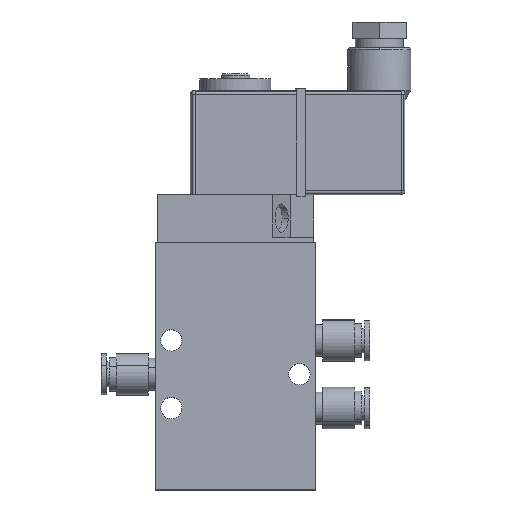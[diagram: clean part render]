
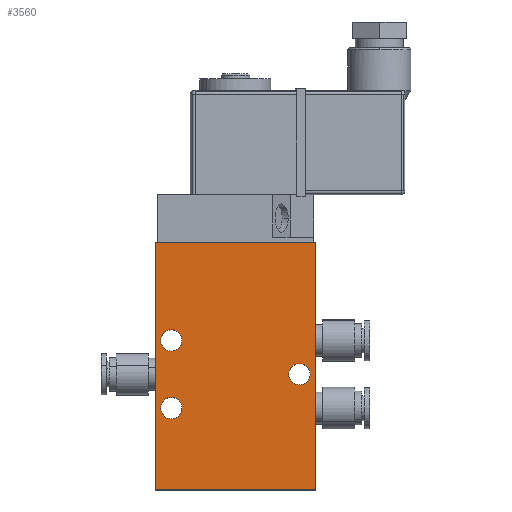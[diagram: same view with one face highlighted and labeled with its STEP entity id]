
A CAD part, top view. The second image highlights one B-rep face of the part: STEP entity #3560.
In plain terms, the highlighted planar face has unit normal (0, 0, 1).
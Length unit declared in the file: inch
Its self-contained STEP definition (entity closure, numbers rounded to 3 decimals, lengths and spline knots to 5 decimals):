
#285=CARTESIAN_POINT('',(-0.59055,0.28543,0.51181));
#286=VERTEX_POINT('',#285);
#302=CARTESIAN_POINT('',(-0.82677,0.28543,0.51181));
#303=VERTEX_POINT('',#302);
#310=CARTESIAN_POINT('',(-0.70866,0.28543,0.51181));
#311=DIRECTION('',(0.0,0.0,-1.0));
#312=DIRECTION('',(1.0,0.0,0.0));
#313=AXIS2_PLACEMENT_3D('',#310,#311,#312);
#314=CIRCLE('',#313,0.11811);
#315=EDGE_CURVE('',#286,#303,#314,.T.);
#348=CARTESIAN_POINT('',(-0.59055,-0.4626,0.51181));
#349=VERTEX_POINT('',#348);
#365=CARTESIAN_POINT('',(-0.82677,-0.4626,0.51181));
#366=VERTEX_POINT('',#365);
#373=CARTESIAN_POINT('',(-0.70866,-0.4626,0.51181));
#374=DIRECTION('',(0.0,0.0,-1.0));
#375=DIRECTION('',(1.0,0.0,0.0));
#376=AXIS2_PLACEMENT_3D('',#373,#374,#375);
#377=CIRCLE('',#376,0.11811);
#378=EDGE_CURVE('',#349,#366,#377,.T.);
#411=CARTESIAN_POINT('',(0.82677,-0.08858,0.51181));
#412=VERTEX_POINT('',#411);
#428=CARTESIAN_POINT('',(0.59055,-0.08858,0.51181));
#429=VERTEX_POINT('',#428);
#436=CARTESIAN_POINT('',(0.70866,-0.08858,0.51181));
#437=DIRECTION('',(0.0,0.0,-1.0));
#438=DIRECTION('',(1.0,0.0,0.0));
#439=AXIS2_PLACEMENT_3D('',#436,#437,#438);
#440=CIRCLE('',#439,0.11811);
#441=EDGE_CURVE('',#412,#429,#440,.T.);
#3400=CARTESIAN_POINT('',(-0.88583,-1.36811,0.51181));
#3401=VERTEX_POINT('',#3400);
#3402=CARTESIAN_POINT('',(-0.88583,1.36811,0.51181));
#3403=VERTEX_POINT('',#3402);
#3404=CARTESIAN_POINT('',(-0.88583,-1.36811,0.51181));
#3405=DIRECTION('',(0.0,1.0,0.0));
#3406=VECTOR('',#3405,2.73622);
#3407=LINE('',#3404,#3406);
#3408=EDGE_CURVE('',#3401,#3403,#3407,.T.);
#3500=CARTESIAN_POINT('',(0.,0.,0.51181));
#3501=DIRECTION('',(0.0,0.0,1.0));
#3502=DIRECTION('',(1.0,0.0,0.0));
#3503=AXIS2_PLACEMENT_3D('',#3500,#3501,#3502);
#3504=PLANE('',#3503);
#3505=CARTESIAN_POINT('',(0.88583,1.36811,0.51181));
#3506=VERTEX_POINT('',#3505);
#3507=CARTESIAN_POINT('',(0.88583,-1.36811,0.51181));
#3508=VERTEX_POINT('',#3507);
#3509=CARTESIAN_POINT('',(0.88583,1.36811,0.51181));
#3510=DIRECTION('',(0.0,-1.0,0.0));
#3511=VECTOR('',#3510,2.73622);
#3512=LINE('',#3509,#3511);
#3513=EDGE_CURVE('',#3506,#3508,#3512,.T.);
#3514=ORIENTED_EDGE('',*,*,#3513,.F.);
#3515=CARTESIAN_POINT('',(-0.88583,1.36811,0.51181));
#3516=DIRECTION('',(1.0,0.0,0.0));
#3517=VECTOR('',#3516,1.77165);
#3518=LINE('',#3515,#3517);
#3519=EDGE_CURVE('',#3403,#3506,#3518,.T.);
#3520=ORIENTED_EDGE('',*,*,#3519,.F.);
#3521=ORIENTED_EDGE('',*,*,#3408,.F.);
#3522=CARTESIAN_POINT('',(0.88583,-1.36811,0.51181));
#3523=DIRECTION('',(-1.0,0.0,0.0));
#3524=VECTOR('',#3523,1.77165);
#3525=LINE('',#3522,#3524);
#3526=EDGE_CURVE('',#3508,#3401,#3525,.T.);
#3527=ORIENTED_EDGE('',*,*,#3526,.F.);
#3528=EDGE_LOOP('',(#3514,#3520,#3521,#3527));
#3529=FACE_OUTER_BOUND('',#3528,.T.);
#3530=ORIENTED_EDGE('',*,*,#315,.T.);
#3531=CARTESIAN_POINT('',(-0.70866,0.28543,0.51181));
#3532=DIRECTION('',(0.0,0.0,-1.0));
#3533=DIRECTION('',(1.0,0.0,0.0));
#3534=AXIS2_PLACEMENT_3D('',#3531,#3532,#3533);
#3535=CIRCLE('',#3534,0.11811);
#3536=EDGE_CURVE('',#303,#286,#3535,.T.);
#3537=ORIENTED_EDGE('',*,*,#3536,.T.);
#3538=EDGE_LOOP('',(#3530,#3537));
#3539=FACE_BOUND('',#3538,.T.);
#3540=ORIENTED_EDGE('',*,*,#378,.T.);
#3541=CARTESIAN_POINT('',(-0.70866,-0.4626,0.51181));
#3542=DIRECTION('',(0.0,0.0,-1.0));
#3543=DIRECTION('',(1.0,0.0,0.0));
#3544=AXIS2_PLACEMENT_3D('',#3541,#3542,#3543);
#3545=CIRCLE('',#3544,0.11811);
#3546=EDGE_CURVE('',#366,#349,#3545,.T.);
#3547=ORIENTED_EDGE('',*,*,#3546,.T.);
#3548=EDGE_LOOP('',(#3540,#3547));
#3549=FACE_BOUND('',#3548,.T.);
#3550=ORIENTED_EDGE('',*,*,#441,.T.);
#3551=CARTESIAN_POINT('',(0.70866,-0.08858,0.51181));
#3552=DIRECTION('',(0.0,0.0,-1.0));
#3553=DIRECTION('',(1.0,0.0,0.0));
#3554=AXIS2_PLACEMENT_3D('',#3551,#3552,#3553);
#3555=CIRCLE('',#3554,0.11811);
#3556=EDGE_CURVE('',#429,#412,#3555,.T.);
#3557=ORIENTED_EDGE('',*,*,#3556,.T.);
#3558=EDGE_LOOP('',(#3550,#3557));
#3559=FACE_BOUND('',#3558,.T.);
#3560=ADVANCED_FACE('',(#3529,#3539,#3549,#3559),#3504,.T.);
